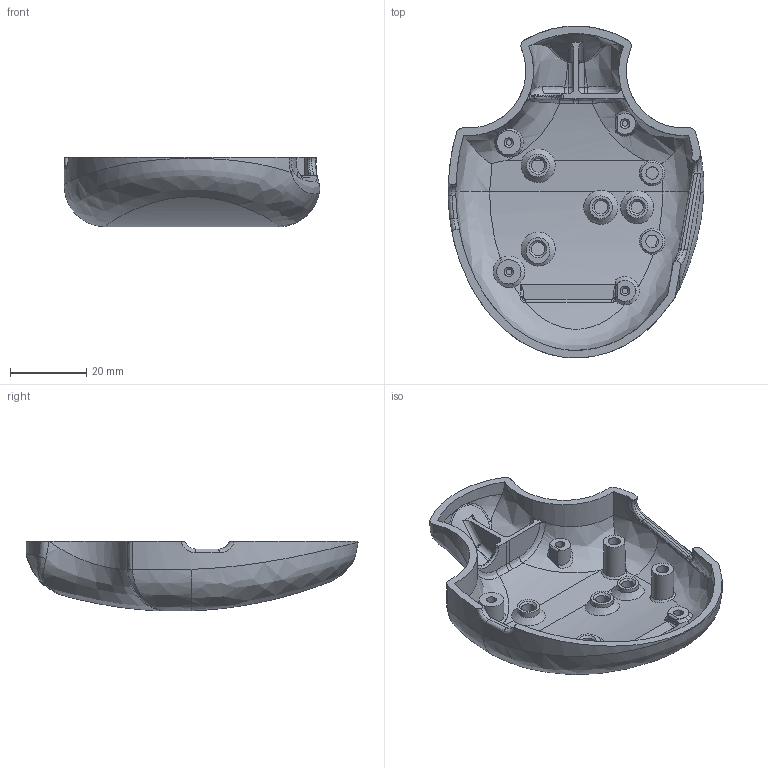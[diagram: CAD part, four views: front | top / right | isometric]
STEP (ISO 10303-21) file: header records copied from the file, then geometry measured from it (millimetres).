
FILE_DESCRIPTION(/* description */ (''),/* implementation_level */ '2;1');
FILE_NAME(/* name */ 'PuckPuckBruce-rev5-bottom.stp',/* time_stamp */ '2020-09-09T19:08:14-07:00',/* author */ ('andre'),/* organization */ (''),/* preprocessor_version */ 'ST-DEVELOPER v17',/* originating_system */ 'Autodesk Inventor 2019',/* authorisation */ '');
FILE_SCHEMA (('AUTOMOTIVE_DESIGN { 1 0 10303 214 3 1 1 }'));
Length unit declared in the file: millimetre
Products named in the file (1): PuckPuckBruce-rev5-bottom
Bounding box: 67.28 x 87.35 x 18.32 mm (x, y, z)
Volume: 13935.2 mm3; surface area: 14697.7 mm2
Topology: 1 solids, 1 shells, 232 faces, 578 edges, 357 vertices
Faces by surface type: bspline 123, cylinder 56, plane 36, cone 10, torus 5, sphere 2
Full cylindrical faces by diameter (mm): 2.5 x4, 3.23 x1, 3.25 x1, 3.3 x1, 3.58 x3, 5.63 x1, 5.65 x1, 5.7 x1, 5.98 x2, 6.4 x2
Entity records: 12409 total; most frequent: CARTESIAN_POINT 7750, ORIENTED_EDGE 1156, DIRECTION 594, EDGE_CURVE 578, VERTEX_POINT 361, B_SPLINE_CURVE_WITH_KNOTS 337, EDGE_LOOP 245, AXIS2_PLACEMENT_3D 243
